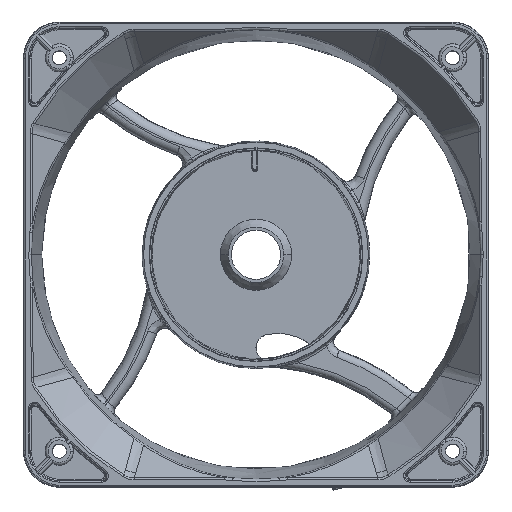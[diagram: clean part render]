
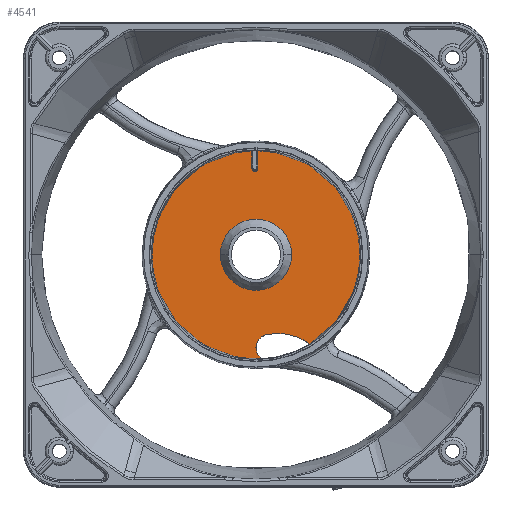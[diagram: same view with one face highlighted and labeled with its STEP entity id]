
A CAD part, top view. The second image highlights one B-rep face of the part: STEP entity #4541.
In plain terms, the highlighted planar face has unit normal (0, 0, 1).
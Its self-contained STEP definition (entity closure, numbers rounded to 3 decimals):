
#399 = CIRCLE ( 'NONE', #34447, 5.018 ) ;
#755 = AXIS2_PLACEMENT_3D ( 'NONE', #53406, #15463, #28413 ) ;
#1607 = LINE ( 'NONE', #47806, #4072 ) ;
#2054 = CARTESIAN_POINT ( 'NONE',  ( 0.493, 32.73, -4.649 ) ) ;
#3504 = CARTESIAN_POINT ( 'NONE',  ( 0.696, 33.404, -4.65 ) ) ;
#3837 = EDGE_LOOP ( 'NONE', ( #5452, #10714, #30517, #7825, #47444, #13270, #32253, #23289, #24793 ) ) ;
#4009 = DIRECTION ( 'NONE',  ( 0., 0., -1. ) ) ;
#4072 = VECTOR ( 'NONE', #38685, 1000. ) ;
#4541 = ADVANCED_FACE ( 'NONE', ( #12639, #47976 ), #15664, .T. ) ;
#5452 = ORIENTED_EDGE ( 'NONE', *, *, #21722, .T. ) ;
#5496 = EDGE_CURVE ( 'NONE', #14994, #48830, #42628, .T. ) ;
#6009 = DIRECTION ( 'NONE',  ( 0., 1., 0. ) ) ;
#6060 = CARTESIAN_POINT ( 'NONE',  ( -0.221, 32.273, -4.65 ) ) ;
#6254 = DIRECTION ( 'NONE',  ( 0., 0., -1. ) ) ;
#6596 = CARTESIAN_POINT ( 'NONE',  ( -1.286, 32.605, -4.649 ) ) ;
#6911 = AXIS2_PLACEMENT_3D ( 'NONE', #47898, #6254, #52114 ) ;
#7244 = EDGE_CURVE ( 'NONE', #13865, #48830, #1607, .T. ) ;
#7825 = ORIENTED_EDGE ( 'NONE', *, *, #12355, .T. ) ;
#8393 = CIRCLE ( 'NONE', #53525, 40.267 ) ;
#9555 = AXIS2_PLACEMENT_3D ( 'NONE', #13136, #17534, #12779 ) ;
#10260 = DIRECTION ( 'NONE',  ( 0., 0., 1. ) ) ;
#10434 = CARTESIAN_POINT ( 'NONE',  ( 0., 0., -4.65 ) ) ;
#10440 = CARTESIAN_POINT ( 'NONE',  ( -0.559, 32.257, -4.65 ) ) ;
#10704 = ORIENTED_EDGE ( 'NONE', *, *, #39194, .T. ) ;
#10714 = ORIENTED_EDGE ( 'NONE', *, *, #27512, .T. ) ;
#10780 = AXIS2_PLACEMENT_3D ( 'NONE', #11631, #11811, #36675 ) ;
#11631 = CARTESIAN_POINT ( 'NONE',  ( -13.768, 0., -4.65 ) ) ;
#11811 = DIRECTION ( 'NONE',  ( 0., 0., 1. ) ) ;
#11826 = CARTESIAN_POINT ( 'NONE',  ( 13.768, 0., -4.65 ) ) ;
#12355 = EDGE_CURVE ( 'NONE', #28597, #16422, #50497, .T. ) ;
#12588 = AXIS2_PLACEMENT_3D ( 'NONE', #15606, #19427, #32585 ) ;
#12639 = FACE_BOUND ( 'NONE', #42304, .T. ) ;
#12779 = DIRECTION ( 'NONE',  ( 1., 0., 0. ) ) ;
#13136 = CARTESIAN_POINT ( 'NONE',  ( 0., 0., -4.65 ) ) ;
#13270 = ORIENTED_EDGE ( 'NONE', *, *, #7244, .T. ) ;
#13272 = DIRECTION ( 'NONE',  ( 0., 0., 1. ) ) ;
#13466 = CARTESIAN_POINT ( 'NONE',  ( 0., 0., -4.65 ) ) ;
#13865 = VERTEX_POINT ( 'NONE', #48710 ) ;
#14309 = CARTESIAN_POINT ( 'NONE',  ( 0.025, 32.353, -4.65 ) ) ;
#14584 = EDGE_CURVE ( 'NONE', #14994, #19228, #36121, .T. ) ;
#14994 = VERTEX_POINT ( 'NONE', #47075 ) ;
#15078 = CARTESIAN_POINT ( 'NONE',  ( 20.709, -34.534, -4.65 ) ) ;
#15463 = DIRECTION ( 'NONE',  ( 0., 0., -1. ) ) ;
#15606 = CARTESIAN_POINT ( 'NONE',  ( 0., 0., -4.65 ) ) ;
#15664 = PLANE ( 'NONE',  #10780 ) ;
#16422 = VERTEX_POINT ( 'NONE', #35455 ) ;
#17534 = DIRECTION ( 'NONE',  ( 0., 0., 1. ) ) ;
#17789 = CARTESIAN_POINT ( 'NONE',  ( -1.596, 40.236, -4.65 ) ) ;
#18078 = ORIENTED_EDGE ( 'NONE', *, *, #18135, .T. ) ;
#18126 = DIRECTION ( 'NONE',  ( 1., 0., 0. ) ) ;
#18135 = EDGE_CURVE ( 'NONE', #51565, #40032, #53612, .T. ) ;
#18459 = EDGE_CURVE ( 'NONE', #43428, #28597, #28798, .T. ) ;
#19228 = VERTEX_POINT ( 'NONE', #17789 ) ;
#19427 = DIRECTION ( 'NONE',  ( 0., 0., 1. ) ) ;
#21169 = VERTEX_POINT ( 'NONE', #37088 ) ;
#21722 = EDGE_CURVE ( 'NONE', #21169, #40875, #8393, .T. ) ;
#22869 = CARTESIAN_POINT ( 'NONE',  ( -1.548, 33.033, -4.65 ) ) ;
#22976 = CIRCLE ( 'NONE', #33563, 40.267 ) ;
#23050 = CARTESIAN_POINT ( 'NONE',  ( -1.596, 33.404, -4.65 ) ) ;
#23289 = ORIENTED_EDGE ( 'NONE', *, *, #14584, .T. ) ;
#24793 = ORIENTED_EDGE ( 'NONE', *, *, #34126, .T. ) ;
#24999 = VECTOR ( 'NONE', #6009, 1000. ) ;
#25907 = DIRECTION ( 'NONE',  ( 1., 0., 0. ) ) ;
#26213 = AXIS2_PLACEMENT_3D ( 'NONE', #29034, #4009, #37996 ) ;
#26681 = CARTESIAN_POINT ( 'NONE',  ( -1.596, 0., -4.65 ) ) ;
#26902 = CARTESIAN_POINT ( 'NONE',  ( 0.648, 33.033, -4.65 ) ) ;
#27079 = CARTESIAN_POINT ( 'NONE',  ( -0.925, 32.353, -4.65 ) ) ;
#27259 = CARTESIAN_POINT ( 'NONE',  ( 0.696, 33.404, -4.65 ) ) ;
#27439 = CARTESIAN_POINT ( 'NONE',  ( 0.386, 32.605, -4.649 ) ) ;
#27512 = EDGE_CURVE ( 'NONE', #40875, #43428, #399, .T. ) ;
#28413 = DIRECTION ( 'NONE',  ( -1., 0., 0. ) ) ;
#28597 = VERTEX_POINT ( 'NONE', #15078 ) ;
#28798 = CIRCLE ( 'NONE', #26213, 20.055 ) ;
#29034 = CARTESIAN_POINT ( 'NONE',  ( 8.58, -50.505, -4.65 ) ) ;
#30517 = ORIENTED_EDGE ( 'NONE', *, *, #18459, .T. ) ;
#32253 = ORIENTED_EDGE ( 'NONE', *, *, #5496, .F. ) ;
#32585 = DIRECTION ( 'NONE',  ( 1., 0., 0. ) ) ;
#33392 = CIRCLE ( 'NONE', #12588, 40.267 ) ;
#33563 = AXIS2_PLACEMENT_3D ( 'NONE', #10434, #10260, #18126 ) ;
#34126 = EDGE_CURVE ( 'NONE', #19228, #21169, #22976, .T. ) ;
#34447 = AXIS2_PLACEMENT_3D ( 'NONE', #47932, #39740, #40438 ) ;
#35357 = EDGE_CURVE ( 'NONE', #16422, #13865, #33392, .T. ) ;
#35455 = CARTESIAN_POINT ( 'NONE',  ( 40.267, 0., -4.65 ) ) ;
#35491 = CARTESIAN_POINT ( 'NONE',  ( -1.052, 32.417, -4.649 ) ) ;
#36121 = LINE ( 'NONE', #26681, #24999 ) ;
#36675 = DIRECTION ( 'NONE',  ( 1., 0., 0. ) ) ;
#37088 = CARTESIAN_POINT ( 'NONE',  ( -40.267, 0., -4.65 ) ) ;
#37996 = DIRECTION ( 'NONE',  ( -1., 0., 0. ) ) ;
#38685 = DIRECTION ( 'NONE',  ( 0., -1., 0. ) ) ;
#39194 = EDGE_CURVE ( 'NONE', #40032, #51565, #47672, .T. ) ;
#39740 = DIRECTION ( 'NONE',  ( 0., 0., -1. ) ) ;
#39869 = CARTESIAN_POINT ( 'NONE',  ( -0.341, 32.257, -4.65 ) ) ;
#40032 = VERTEX_POINT ( 'NONE', #47854 ) ;
#40042 = CARTESIAN_POINT ( 'NONE',  ( 0.696, 33.213, -4.65 ) ) ;
#40438 = DIRECTION ( 'NONE',  ( -1., 0., 0. ) ) ;
#40875 = VERTEX_POINT ( 'NONE', #51062 ) ;
#42304 = EDGE_LOOP ( 'NONE', ( #18078, #10704 ) ) ;
#42628 = B_SPLINE_CURVE_WITH_KNOTS ( 'NONE', 3,
 ( #23050, #52444, #22869, #51934, #6596, #35491, #27079, #43710, #10440, #39869, #6060, #14309, #52276, #27439, #2054, #26902, #40042, #27259 ),
 .UNSPECIFIED., .F., .F.,
 ( 4, 2, 2, 2, 2, 2, 2, 2, 4 ),
 ( 0., 0.125, 0.25, 0.375, 0.5, 0.625, 0.75, 0.875, 1. ),
 .UNSPECIFIED. ) ;
#43428 = VERTEX_POINT ( 'NONE', #43575 ) ;
#43575 = CARTESIAN_POINT ( 'NONE',  ( 3.795, -31.03, -4.65 ) ) ;
#43710 = CARTESIAN_POINT ( 'NONE',  ( -0.679, 32.273, -4.65 ) ) ;
#47075 = CARTESIAN_POINT ( 'NONE',  ( -1.596, 33.404, -4.65 ) ) ;
#47444 = ORIENTED_EDGE ( 'NONE', *, *, #35357, .T. ) ;
#47672 = CIRCLE ( 'NONE', #755, 13.768 ) ;
#47806 = CARTESIAN_POINT ( 'NONE',  ( 0.696, 0., -4.65 ) ) ;
#47854 = CARTESIAN_POINT ( 'NONE',  ( -13.768, 0., -4.65 ) ) ;
#47898 = CARTESIAN_POINT ( 'NONE',  ( 0., 0., -4.65 ) ) ;
#47932 = CARTESIAN_POINT ( 'NONE',  ( 4.992, -35.903, -4.65 ) ) ;
#47976 = FACE_OUTER_BOUND ( 'NONE', #3837, .T. ) ;
#48710 = CARTESIAN_POINT ( 'NONE',  ( 0.696, 40.261, -4.65 ) ) ;
#48830 = VERTEX_POINT ( 'NONE', #3504 ) ;
#50497 = CIRCLE ( 'NONE', #9555, 40.267 ) ;
#51062 = CARTESIAN_POINT ( 'NONE',  ( 2.394, -40.196, -4.65 ) ) ;
#51565 = VERTEX_POINT ( 'NONE', #11826 ) ;
#51934 = CARTESIAN_POINT ( 'NONE',  ( -1.393, 32.73, -4.649 ) ) ;
#52114 = DIRECTION ( 'NONE',  ( -1., 0., 0. ) ) ;
#52276 = CARTESIAN_POINT ( 'NONE',  ( 0.152, 32.417, -4.649 ) ) ;
#52444 = CARTESIAN_POINT ( 'NONE',  ( -1.596, 33.213, -4.65 ) ) ;
#53406 = CARTESIAN_POINT ( 'NONE',  ( 0., 0., -4.65 ) ) ;
#53525 = AXIS2_PLACEMENT_3D ( 'NONE', #13466, #13272, #25907 ) ;
#53612 = CIRCLE ( 'NONE', #6911, 13.768 ) ;
